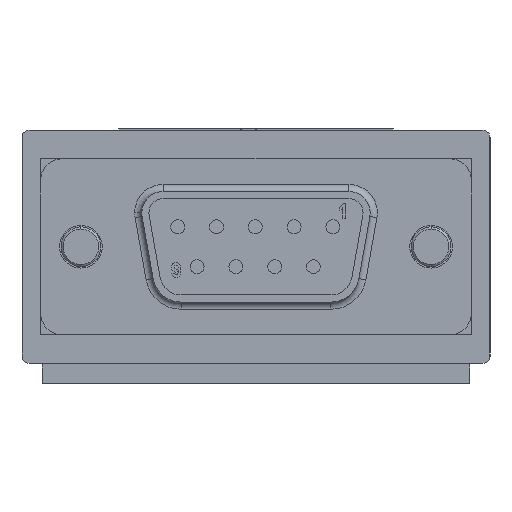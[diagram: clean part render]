
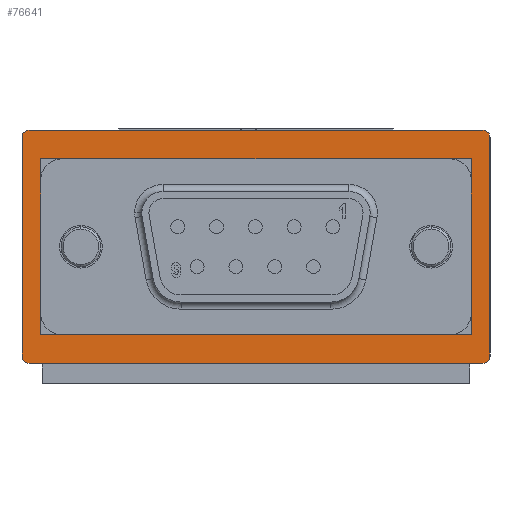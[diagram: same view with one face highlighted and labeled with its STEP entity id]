
A CAD part, left-side view. The second image highlights one B-rep face of the part: STEP entity #76641.
In plain terms, the highlighted planar face has unit normal (-1, 0, 0).
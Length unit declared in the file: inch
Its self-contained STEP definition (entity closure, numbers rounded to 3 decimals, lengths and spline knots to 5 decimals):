
#26846 = EDGE_CURVE ( 'NONE', #27015, #27008, #35858, .T. ) ;
#26983 = EDGE_LOOP ( 'NONE', ( #76597, #76595, #27066, #76651, #76627, #27067, #71119, #71158 ) ) ;
#27008 = VERTEX_POINT ( 'NONE', #36462 ) ;
#27015 = VERTEX_POINT ( 'NONE', #36342 ) ;
#27066 = ORIENTED_EDGE ( 'NONE', *, *, #27070, .F. ) ;
#27067 = ORIENTED_EDGE ( 'NONE', *, *, #70842, .T. ) ;
#27070 = EDGE_CURVE ( 'NONE', #27071, #76638, #36613, .T. ) ;
#27071 = VERTEX_POINT ( 'NONE', #36647 ) ;
#27075 = VERTEX_POINT ( 'NONE', #36653 ) ;
#27076 = VERTEX_POINT ( 'NONE', #36654 ) ;
#35848 = DIRECTION ( 'NONE',  ( 0., -1., 0. ) ) ;
#35856 = VECTOR ( 'NONE', #35848, 39.37008 ) ;
#35857 = CARTESIAN_POINT ( 'NONE',  ( -1.04, -0.27, -0.327 ) ) ;
#35858 = LINE ( 'NONE', #35857, #35856 ) ;
#36342 = CARTESIAN_POINT ( 'NONE',  ( -1.04, 1.025, -0.327 ) ) ;
#36462 = CARTESIAN_POINT ( 'NONE',  ( -1.04, -0.25, -0.327 ) ) ;
#36613 = LINE ( 'NONE', #36652, #36651 ) ;
#36646 = DIRECTION ( 'NONE',  ( 0., 0., -1. ) ) ;
#36647 = CARTESIAN_POINT ( 'NONE',  ( -1.04, -0.27, 0.307 ) ) ;
#36651 = VECTOR ( 'NONE', #36646, 39.37008 ) ;
#36652 = CARTESIAN_POINT ( 'NONE',  ( -1.04, -0.27, 0.327 ) ) ;
#36653 = CARTESIAN_POINT ( 'NONE',  ( -1.04, -0.2175, -0.247 ) ) ;
#36654 = CARTESIAN_POINT ( 'NONE',  ( -1.04, -0.25, 0.327 ) ) ;
#58690 = AXIS2_PLACEMENT_3D ( 'NONE', #58738, #58733, #58732 ) ;
#58731 = AXIS2_PLACEMENT_3D ( 'NONE', #58797, #58796, #58795 ) ;
#58732 = DIRECTION ( 'NONE',  ( 0., 0., -1. ) ) ;
#58733 = DIRECTION ( 'NONE',  ( -1., 0., 0. ) ) ;
#58734 = CIRCLE ( 'NONE', #58731, 0.02 ) ;
#58737 = CIRCLE ( 'NONE', #58690, 0.02 ) ;
#58738 = CARTESIAN_POINT ( 'NONE',  ( -1.04, 1.025, -0.307 ) ) ;
#58786 = AXIS2_PLACEMENT_3D ( 'NONE', #58798, #58792, #58794 ) ;
#58787 = CARTESIAN_POINT ( 'NONE',  ( -1.04, 1.045, 0.307 ) ) ;
#58792 = DIRECTION ( 'NONE',  ( -1., 0., 0. ) ) ;
#58793 = CARTESIAN_POINT ( 'NONE',  ( -1.04, 0.9925, 0.247 ) ) ;
#58794 = DIRECTION ( 'NONE',  ( 0., 0., -1. ) ) ;
#58795 = DIRECTION ( 'NONE',  ( 0., 0., -1. ) ) ;
#58796 = DIRECTION ( 'NONE',  ( -1., 0., 0. ) ) ;
#58797 = CARTESIAN_POINT ( 'NONE',  ( -1.04, 1.025, 0.307 ) ) ;
#58798 = CARTESIAN_POINT ( 'NONE',  ( -1.04, -0.25, 0.307 ) ) ;
#58799 = CARTESIAN_POINT ( 'NONE',  ( -1.04, 0.9925, -0.247 ) ) ;
#58800 = CARTESIAN_POINT ( 'NONE',  ( -1.04, 0.9925, 0.247 ) ) ;
#58801 = LINE ( 'NONE', #58800, #58842 ) ;
#58802 = CIRCLE ( 'NONE', #58786, 0.02 ) ;
#58803 = VECTOR ( 'NONE', #58833, 39.37008 ) ;
#58804 = DIRECTION ( 'NONE',  ( 0., 0., -1. ) ) ;
#58805 = VECTOR ( 'NONE', #58804, 39.37008 ) ;
#58806 = CARTESIAN_POINT ( 'NONE',  ( -1.04, 1.045, 0.327 ) ) ;
#58807 = CARTESIAN_POINT ( 'NONE',  ( -1.04, 1.045, -0.307 ) ) ;
#58808 = CARTESIAN_POINT ( 'NONE',  ( -1.04, -0.2175, 0.247 ) ) ;
#58812 = LINE ( 'NONE', #58806, #58805 ) ;
#58823 = DIRECTION ( 'NONE',  ( 0., 0., -1. ) ) ;
#58824 = VECTOR ( 'NONE', #58823, 39.37008 ) ;
#58825 = CARTESIAN_POINT ( 'NONE',  ( -1.04, 0.9925, -0.247 ) ) ;
#58828 = LINE ( 'NONE', #58825, #58803 ) ;
#58829 = CARTESIAN_POINT ( 'NONE',  ( -1.04, -0.2175, 0.247 ) ) ;
#58833 = DIRECTION ( 'NONE',  ( 0., 1., 0. ) ) ;
#58836 = LINE ( 'NONE', #58829, #58824 ) ;
#58837 = DIRECTION ( 'NONE',  ( 0., -1., 0. ) ) ;
#58838 = VECTOR ( 'NONE', #58837, 39.37008 ) ;
#58839 = CARTESIAN_POINT ( 'NONE',  ( -1.04, -0.27, 0.327 ) ) ;
#58840 = LINE ( 'NONE', #58839, #58838 ) ;
#58841 = DIRECTION ( 'NONE',  ( 0., 0., 1. ) ) ;
#58842 = VECTOR ( 'NONE', #58841, 39.37008 ) ;
#64458 = FACE_OUTER_BOUND ( 'NONE', #26983, .T. ) ;
#64460 = LINE ( 'NONE', #64499, #64498 ) ;
#64497 = DIRECTION ( 'NONE',  ( 0., -1., 0. ) ) ;
#64498 = VECTOR ( 'NONE', #64497, 39.37008 ) ;
#64499 = CARTESIAN_POINT ( 'NONE',  ( -1.04, 0.9925, 0.247 ) ) ;
#64504 = PLANE ( 'NONE',  #64555 ) ;
#64507 = CARTESIAN_POINT ( 'NONE',  ( -1.04, 1.025, 0.327 ) ) ;
#64552 = DIRECTION ( 'NONE',  ( 0., 0., -1. ) ) ;
#64553 = DIRECTION ( 'NONE',  ( 1., 0., 0. ) ) ;
#64554 = CARTESIAN_POINT ( 'NONE',  ( -1.04, -0.27, 0.327 ) ) ;
#64555 = AXIS2_PLACEMENT_3D ( 'NONE', #64554, #64553, #64552 ) ;
#64558 = FACE_BOUND ( 'NONE', #70859, .T. ) ;
#64561 = CARTESIAN_POINT ( 'NONE',  ( -1.04, -0.27, -0.307 ) ) ;
#64607 = DIRECTION ( 'NONE',  ( 0., 0., -1. ) ) ;
#64608 = DIRECTION ( 'NONE',  ( -1., 0., 0. ) ) ;
#64609 = CARTESIAN_POINT ( 'NONE',  ( -1.04, -0.25, -0.307 ) ) ;
#64610 = AXIS2_PLACEMENT_3D ( 'NONE', #64609, #64608, #64607 ) ;
#64611 = CIRCLE ( 'NONE', #64610, 0.02 ) ;
#70551 = EDGE_CURVE ( 'NONE', #70841, #27015, #58737, .T. ) ;
#70823 = EDGE_CURVE ( 'NONE', #71157, #70841, #58812, .T. ) ;
#70838 = VERTEX_POINT ( 'NONE', #58808 ) ;
#70841 = VERTEX_POINT ( 'NONE', #58807 ) ;
#70842 = EDGE_CURVE ( 'NONE', #76620, #71157, #58734, .T. ) ;
#70843 = VERTEX_POINT ( 'NONE', #58799 ) ;
#70859 = EDGE_LOOP ( 'NONE', ( #71464, #71496, #71118, #71711 ) ) ;
#70860 = VERTEX_POINT ( 'NONE', #58793 ) ;
#71021 = EDGE_CURVE ( 'NONE', #27071, #27076, #58802, .T. ) ;
#71118 = ORIENTED_EDGE ( 'NONE', *, *, #71466, .T. ) ;
#71119 = ORIENTED_EDGE ( 'NONE', *, *, #70823, .T. ) ;
#71121 = EDGE_CURVE ( 'NONE', #70843, #70860, #58801, .T. ) ;
#71127 = EDGE_CURVE ( 'NONE', #76620, #27076, #58840, .T. ) ;
#71157 = VERTEX_POINT ( 'NONE', #58787 ) ;
#71158 = ORIENTED_EDGE ( 'NONE', *, *, #70551, .T. ) ;
#71454 = EDGE_CURVE ( 'NONE', #70838, #27075, #58836, .T. ) ;
#71464 = ORIENTED_EDGE ( 'NONE', *, *, #76634, .T. ) ;
#71466 = EDGE_CURVE ( 'NONE', #27075, #70843, #58828, .T. ) ;
#71496 = ORIENTED_EDGE ( 'NONE', *, *, #71454, .T. ) ;
#71711 = ORIENTED_EDGE ( 'NONE', *, *, #71121, .T. ) ;
#76595 = ORIENTED_EDGE ( 'NONE', *, *, #76648, .T. ) ;
#76597 = ORIENTED_EDGE ( 'NONE', *, *, #26846, .T. ) ;
#76620 = VERTEX_POINT ( 'NONE', #64507 ) ;
#76627 = ORIENTED_EDGE ( 'NONE', *, *, #71127, .F. ) ;
#76634 = EDGE_CURVE ( 'NONE', #70860, #70838, #64460, .T. ) ;
#76638 = VERTEX_POINT ( 'NONE', #64561 ) ;
#76641 = ADVANCED_FACE ( 'NONE', ( #64458, #64558 ), #64504, .F. ) ;
#76648 = EDGE_CURVE ( 'NONE', #27008, #76638, #64611, .T. ) ;
#76651 = ORIENTED_EDGE ( 'NONE', *, *, #71021, .T. ) ;
